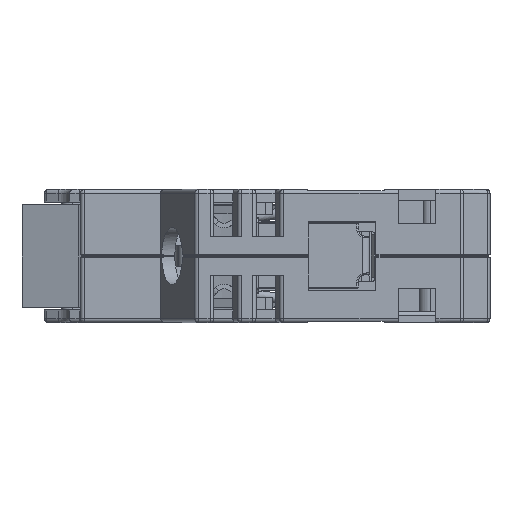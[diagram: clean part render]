
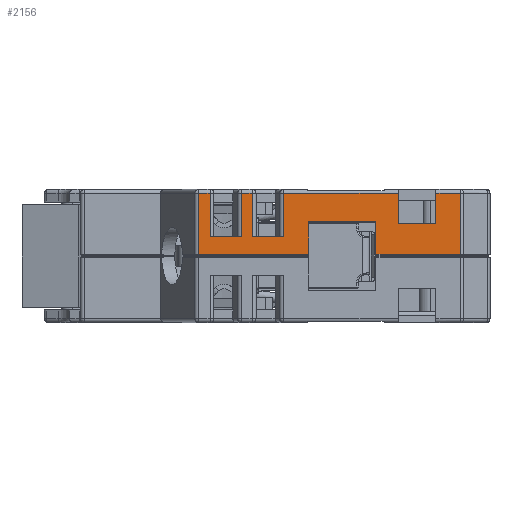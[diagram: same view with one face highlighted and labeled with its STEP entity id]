
A CAD part, left-side view. The second image highlights one B-rep face of the part: STEP entity #2156.
In plain terms, the highlighted planar face has unit normal (-1, 0, 0).
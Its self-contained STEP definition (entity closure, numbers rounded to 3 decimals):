
#2156=ADVANCED_FACE('',(#5339),#3796,.F.);
#3796=PLANE('',#39390);
#5339=FACE_OUTER_BOUND('',#7395,.T.);
#7395=EDGE_LOOP('',(#14934,#14935,#14936,#14937,#14938,#14939,#14940,#14941,
#14942,#14943,#14944,#14945,#14946,#14947,#14948,#14949,#14950,#14951,#14952,
#14953));
#14934=ORIENTED_EDGE('',*,*,#27051,.F.);
#14935=ORIENTED_EDGE('',*,*,#27052,.T.);
#14936=ORIENTED_EDGE('',*,*,#27053,.F.);
#14937=ORIENTED_EDGE('',*,*,#27054,.F.);
#14938=ORIENTED_EDGE('',*,*,#27055,.F.);
#14939=ORIENTED_EDGE('',*,*,#27056,.F.);
#14940=ORIENTED_EDGE('',*,*,#27057,.T.);
#14941=ORIENTED_EDGE('',*,*,#27058,.F.);
#14942=ORIENTED_EDGE('',*,*,#27059,.F.);
#14943=ORIENTED_EDGE('',*,*,#27060,.T.);
#14944=ORIENTED_EDGE('',*,*,#27061,.T.);
#14945=ORIENTED_EDGE('',*,*,#27062,.T.);
#14946=ORIENTED_EDGE('',*,*,#27063,.T.);
#14947=ORIENTED_EDGE('',*,*,#27064,.T.);
#14948=ORIENTED_EDGE('',*,*,#27065,.T.);
#14949=ORIENTED_EDGE('',*,*,#27066,.T.);
#14950=ORIENTED_EDGE('',*,*,#27067,.T.);
#14951=ORIENTED_EDGE('',*,*,#27068,.T.);
#14952=ORIENTED_EDGE('',*,*,#27069,.T.);
#14953=ORIENTED_EDGE('',*,*,#27070,.T.);
#22650=VERTEX_POINT('',#74355);
#22651=VERTEX_POINT('',#74356);
#22652=VERTEX_POINT('',#74358);
#22653=VERTEX_POINT('',#74360);
#22654=VERTEX_POINT('',#74362);
#22655=VERTEX_POINT('',#74364);
#22656=VERTEX_POINT('',#74366);
#22657=VERTEX_POINT('',#74368);
#22658=VERTEX_POINT('',#74370);
#22659=VERTEX_POINT('',#74372);
#22660=VERTEX_POINT('',#74374);
#22661=VERTEX_POINT('',#74376);
#22662=VERTEX_POINT('',#74378);
#22663=VERTEX_POINT('',#74380);
#22664=VERTEX_POINT('',#74382);
#22665=VERTEX_POINT('',#74384);
#22666=VERTEX_POINT('',#74386);
#22667=VERTEX_POINT('',#74388);
#22668=VERTEX_POINT('',#74390);
#22669=VERTEX_POINT('',#74392);
#27051=EDGE_CURVE('',#22650,#22651,#31628,.T.);
#27052=EDGE_CURVE('',#22650,#22652,#31629,.T.);
#27053=EDGE_CURVE('',#22653,#22652,#31630,.T.);
#27054=EDGE_CURVE('',#22654,#22653,#31631,.T.);
#27055=EDGE_CURVE('',#22655,#22654,#31632,.T.);
#27056=EDGE_CURVE('',#22656,#22655,#31633,.T.);
#27057=EDGE_CURVE('',#22656,#22657,#31634,.T.);
#27058=EDGE_CURVE('',#22658,#22657,#31635,.T.);
#27059=EDGE_CURVE('',#22659,#22658,#31636,.T.);
#27060=EDGE_CURVE('',#22659,#22660,#31637,.T.);
#27061=EDGE_CURVE('',#22660,#22661,#31638,.T.);
#27062=EDGE_CURVE('',#22661,#22662,#31639,.T.);
#27063=EDGE_CURVE('',#22662,#22663,#31640,.T.);
#27064=EDGE_CURVE('',#22663,#22664,#31641,.T.);
#27065=EDGE_CURVE('',#22664,#22665,#31642,.T.);
#27066=EDGE_CURVE('',#22665,#22666,#31643,.T.);
#27067=EDGE_CURVE('',#22666,#22667,#31644,.T.);
#27068=EDGE_CURVE('',#22667,#22668,#31645,.T.);
#27069=EDGE_CURVE('',#22668,#22669,#31646,.T.);
#27070=EDGE_CURVE('',#22669,#22651,#31647,.T.);
#31628=LINE('',#74354,#35629);
#31629=LINE('',#74357,#35630);
#31630=LINE('',#74359,#35631);
#31631=LINE('',#74361,#35632);
#31632=LINE('',#74363,#35633);
#31633=LINE('',#74365,#35634);
#31634=LINE('',#74367,#35635);
#31635=LINE('',#74369,#35636);
#31636=LINE('',#74371,#35637);
#31637=LINE('',#74373,#35638);
#31638=LINE('',#74375,#35639);
#31639=LINE('',#74377,#35640);
#31640=LINE('',#74379,#35641);
#31641=LINE('',#74381,#35642);
#31642=LINE('',#74383,#35643);
#31643=LINE('',#74385,#35644);
#31644=LINE('',#74387,#35645);
#31645=LINE('',#74389,#35646);
#31646=LINE('',#74391,#35647);
#31647=LINE('',#74393,#35648);
#35629=VECTOR('',#46022,1.);
#35630=VECTOR('',#46023,1.);
#35631=VECTOR('',#46024,1.);
#35632=VECTOR('',#46025,1.);
#35633=VECTOR('',#46026,1.);
#35634=VECTOR('',#46027,1.);
#35635=VECTOR('',#46028,1.);
#35636=VECTOR('',#46029,1.);
#35637=VECTOR('',#46030,1.);
#35638=VECTOR('',#46031,1.);
#35639=VECTOR('',#46032,1.);
#35640=VECTOR('',#46033,1.);
#35641=VECTOR('',#46034,1.);
#35642=VECTOR('',#46035,1.);
#35643=VECTOR('',#46036,1.);
#35644=VECTOR('',#46037,1.);
#35645=VECTOR('',#46038,1.);
#35646=VECTOR('',#46039,1.);
#35647=VECTOR('',#46040,1.);
#35648=VECTOR('',#46041,1.);
#39390=AXIS2_PLACEMENT_3D('',#74394,#46042,#46043);
#46022=DIRECTION('',(0.,1.,0.));
#46023=DIRECTION('',(0.,0.,1.));
#46024=DIRECTION('',(0.,1.,0.));
#46025=DIRECTION('',(0.,0.,1.));
#46026=DIRECTION('',(0.,1.,0.));
#46027=DIRECTION('',(0.,0.,-1.));
#46028=DIRECTION('',(0.,1.,0.));
#46029=DIRECTION('',(0.,0.,1.));
#46030=DIRECTION('',(0.,-1.,0.));
#46031=DIRECTION('',(0.,0.,1.));
#46032=DIRECTION('',(0.,1.,0.));
#46033=DIRECTION('',(0.,0.,-1.));
#46034=DIRECTION('',(0.,1.,0.));
#46035=DIRECTION('',(0.,0.,1.));
#46036=DIRECTION('',(0.,1.,0.));
#46037=DIRECTION('',(0.,0.,-1.));
#46038=DIRECTION('',(0.,1.,0.));
#46039=DIRECTION('',(0.,0.,1.));
#46040=DIRECTION('',(0.,1.,0.));
#46041=DIRECTION('',(0.,0.,-1.));
#46042=DIRECTION('',(1.,0.,0.));
#46043=DIRECTION('',(0.,0.,-1.));
#74354=CARTESIAN_POINT('',(87597.395,-18841.461,45.164));
#74355=CARTESIAN_POINT('',(87597.395,-18841.461,45.164));
#74356=CARTESIAN_POINT('',(87597.395,-18827.048,45.164));
#74357=CARTESIAN_POINT('',(87597.395,-18841.461,49.464));
#74358=CARTESIAN_POINT('',(87597.395,-18841.461,49.464));
#74359=CARTESIAN_POINT('',(87597.395,-18841.461,49.464));
#74360=CARTESIAN_POINT('',(87597.395,-18850.245,49.464));
#74361=CARTESIAN_POINT('',(87597.395,-18850.245,49.464));
#74362=CARTESIAN_POINT('',(87597.395,-18850.245,45.164));
#74363=CARTESIAN_POINT('',(87597.395,-18861.329,45.164));
#74364=CARTESIAN_POINT('',(87597.395,-18861.329,45.164));
#74365=CARTESIAN_POINT('',(87597.395,-18861.329,52.164));
#74366=CARTESIAN_POINT('',(87597.395,-18861.329,53.164));
#74367=CARTESIAN_POINT('',(87597.395,-18861.329,53.164));
#74368=CARTESIAN_POINT('',(87597.395,-18858.065,53.164));
#74369=CARTESIAN_POINT('',(87597.395,-18858.065,66.446));
#74370=CARTESIAN_POINT('',(87597.395,-18858.065,49.164));
#74371=CARTESIAN_POINT('',(87597.395,-18858.065,49.164));
#74372=CARTESIAN_POINT('',(87597.395,-18853.165,49.164));
#74373=CARTESIAN_POINT('',(87597.395,-18853.165,66.446));
#74374=CARTESIAN_POINT('',(87597.395,-18853.165,53.164));
#74375=CARTESIAN_POINT('',(87597.395,-18853.165,53.164));
#74376=CARTESIAN_POINT('',(87597.395,-18838.151,53.164));
#74377=CARTESIAN_POINT('',(87597.395,-18838.151,52.164));
#74378=CARTESIAN_POINT('',(87597.395,-18838.151,47.464));
#74379=CARTESIAN_POINT('',(87597.395,-18834.801,47.464));
#74380=CARTESIAN_POINT('',(87597.395,-18834.087,47.464));
#74381=CARTESIAN_POINT('',(87597.395,-18834.087,52.164));
#74382=CARTESIAN_POINT('',(87597.395,-18834.087,53.164));
#74383=CARTESIAN_POINT('',(87597.395,-18834.801,53.164));
#74384=CARTESIAN_POINT('',(87597.395,-18832.651,53.164));
#74385=CARTESIAN_POINT('',(87597.395,-18832.651,52.164));
#74386=CARTESIAN_POINT('',(87597.395,-18832.651,47.464));
#74387=CARTESIAN_POINT('',(87597.395,-18829.301,47.464));
#74388=CARTESIAN_POINT('',(87597.395,-18828.587,47.464));
#74389=CARTESIAN_POINT('',(87597.395,-18828.587,52.164));
#74390=CARTESIAN_POINT('',(87597.395,-18828.587,53.164));
#74391=CARTESIAN_POINT('',(87597.395,-18829.301,53.164));
#74392=CARTESIAN_POINT('',(87597.395,-18827.048,53.164));
#74393=CARTESIAN_POINT('',(87597.395,-18827.048,52.164));
#74394=CARTESIAN_POINT('',(87597.395,-18827.048,52.164));
